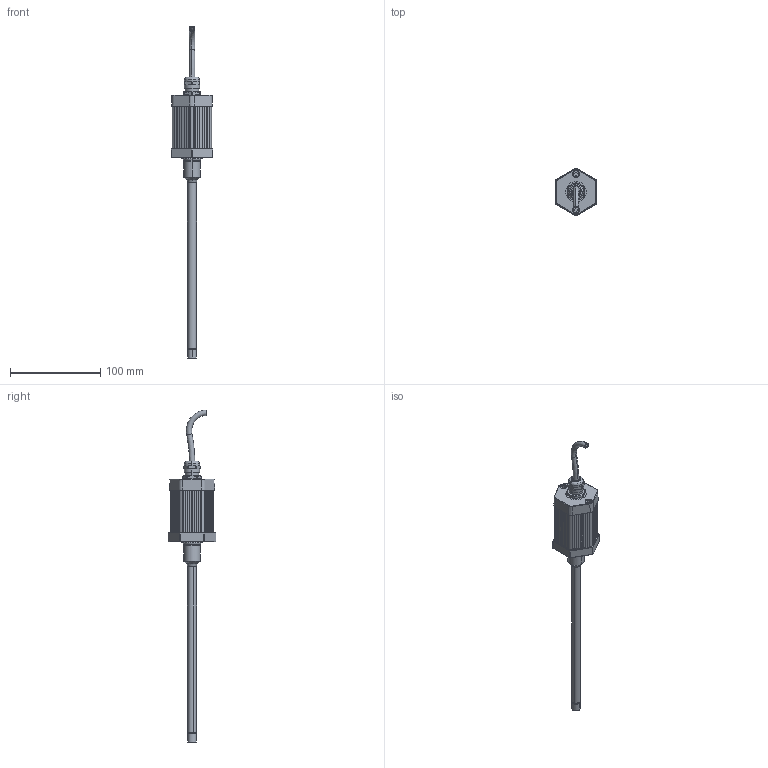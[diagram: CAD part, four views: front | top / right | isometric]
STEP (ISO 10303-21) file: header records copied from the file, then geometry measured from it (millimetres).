
FILE_DESCRIPTION (( 'STEP AP214' ), '1' );
FILE_NAME ('TH1-0100-108-___-20_.STEP', '2014-07-10T06:55:29', ( 'dummy' ), ( 'Microsoft' ), 'SwSTEP 2.0', 'SolidWorks 2013', '' );
FILE_SCHEMA (( 'AUTOMOTIVE_DESIGN' ));
Length unit declared in the file: millimetre
Products named in the file (1): TH1-0100-108-___-20_
Bounding box: 46 x 52.96 x 368.84 mm (x, y, z)
Surface area: 29117.4 mm2 (no closed solid volume)
Topology: 0 solids, 68 shells, 468 faces, 2658 edges, 2242 vertices
Faces by surface type: plane 276, cylinder 100, torus 36, cone 30, bspline 20, sphere 6
Entity records: 36048 total; most frequent: CARTESIAN_POINT 12356, ORIENTED_EDGE 3287, DIRECTION 3181, EDGE_CURVE 2655, VERTEX_POINT 2241, LINE 1515, VECTOR 1515, AXIS2_PLACEMENT_3D 833
